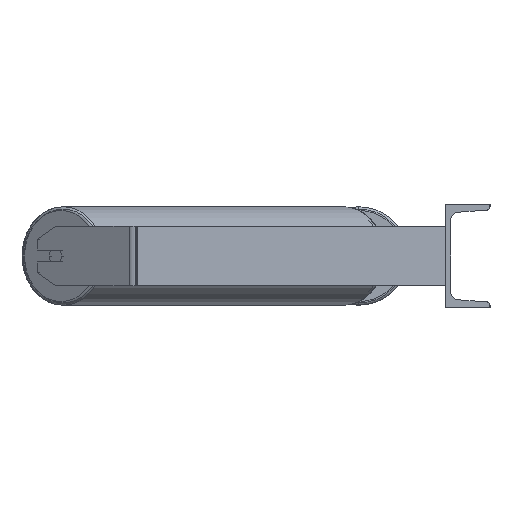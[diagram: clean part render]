
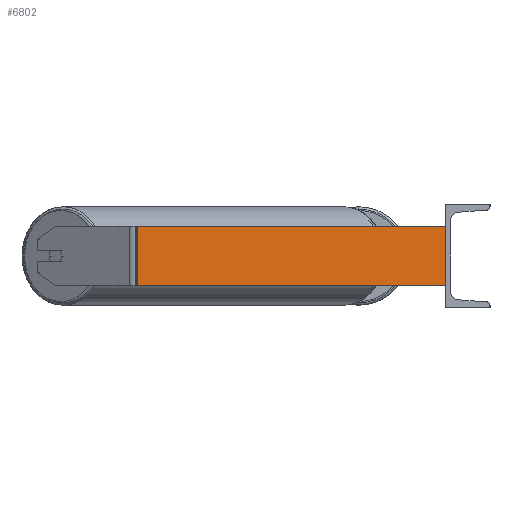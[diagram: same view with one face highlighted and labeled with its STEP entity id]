
A CAD part, left-side view. The second image highlights one B-rep face of the part: STEP entity #6802.
In plain terms, the highlighted planar face has unit normal (-0.996, -0.087, 0).
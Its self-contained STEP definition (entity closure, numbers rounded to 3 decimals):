
#10 = PLANE ( 'NONE',  #2998 ) ;
#249 = ORIENTED_EDGE ( 'NONE', *, *, #3386, .F. ) ;
#587 = VERTEX_POINT ( 'NONE', #1264 ) ;
#592 = LINE ( 'NONE', #626, #8918 ) ;
#626 = CARTESIAN_POINT ( 'NONE',  ( -1021.427, 416.361, 40. ) ) ;
#703 = VERTEX_POINT ( 'NONE', #1907 ) ;
#1264 = CARTESIAN_POINT ( 'NONE',  ( -985., 0., 40. ) ) ;
#1359 = LINE ( 'NONE', #9061, #3167 ) ;
#1617 = ORIENTED_EDGE ( 'NONE', *, *, #7007, .T. ) ;
#1907 = CARTESIAN_POINT ( 'NONE',  ( -1021.427, 416.361, 40. ) ) ;
#1978 = CARTESIAN_POINT ( 'NONE',  ( -1021.427, 416.361, -40. ) ) ;
#2039 = DIRECTION ( 'NONE',  ( 0., 0., -1. ) ) ;
#2569 = VECTOR ( 'NONE', #5713, 1000. ) ;
#2821 = CARTESIAN_POINT ( 'NONE',  ( -1021.934, 422.162, 40. ) ) ;
#2998 = AXIS2_PLACEMENT_3D ( 'NONE', #2821, #5642, #7774 ) ;
#3008 = EDGE_CURVE ( 'NONE', #587, #8180, #1359, .T. ) ;
#3167 = VECTOR ( 'NONE', #4047, 1000. ) ;
#3217 = CARTESIAN_POINT ( 'NONE',  ( -1021.934, 422.162, -40. ) ) ;
#3386 = EDGE_CURVE ( 'NONE', #703, #587, #3570, .T. ) ;
#3529 = ORIENTED_EDGE ( 'NONE', *, *, #3008, .F. ) ;
#3570 = LINE ( 'NONE', #5047, #2569 ) ;
#4047 = DIRECTION ( 'NONE',  ( 0., 0., -1. ) ) ;
#4373 = CARTESIAN_POINT ( 'NONE',  ( -985., 0., -40. ) ) ;
#4604 = DIRECTION ( 'NONE',  ( 0.087, -0.996, 0. ) ) ;
#5047 = CARTESIAN_POINT ( 'NONE',  ( -1021.934, 422.162, 40. ) ) ;
#5502 = VECTOR ( 'NONE', #4604, 1000. ) ;
#5594 = EDGE_CURVE ( 'NONE', #703, #8861, #592, .T. ) ;
#5642 = DIRECTION ( 'NONE',  ( 0.996, 0.087, 0. ) ) ;
#5713 = DIRECTION ( 'NONE',  ( 0.087, -0.996, 0. ) ) ;
#6249 = EDGE_LOOP ( 'NONE', ( #1617, #3529, #249, #7083 ) ) ;
#6748 = LINE ( 'NONE', #3217, #5502 ) ;
#6802 = ADVANCED_FACE ( 'NONE', ( #8410 ), #10, .F. ) ;
#7007 = EDGE_CURVE ( 'NONE', #8861, #8180, #6748, .T. ) ;
#7083 = ORIENTED_EDGE ( 'NONE', *, *, #5594, .T. ) ;
#7774 = DIRECTION ( 'NONE',  ( -0.087, 0.996, 0. ) ) ;
#8180 = VERTEX_POINT ( 'NONE', #4373 ) ;
#8410 = FACE_OUTER_BOUND ( 'NONE', #6249, .T. ) ;
#8861 = VERTEX_POINT ( 'NONE', #1978 ) ;
#8918 = VECTOR ( 'NONE', #2039, 1000. ) ;
#9061 = CARTESIAN_POINT ( 'NONE',  ( -985., 0., 40. ) ) ;
